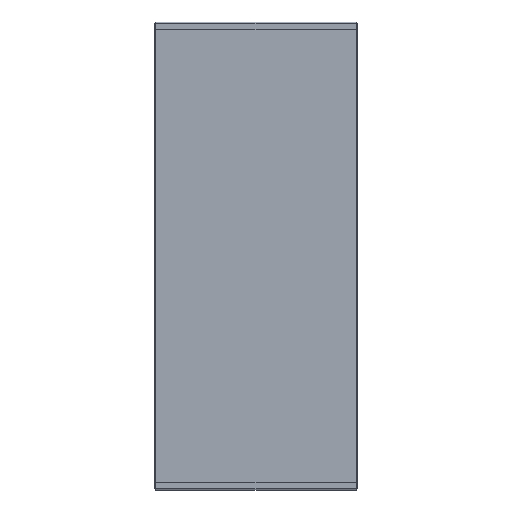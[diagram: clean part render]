
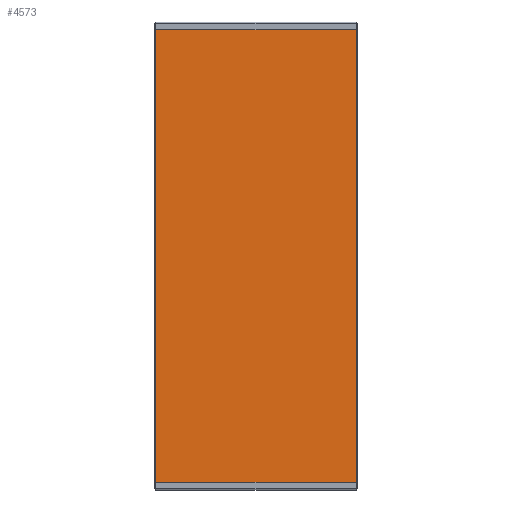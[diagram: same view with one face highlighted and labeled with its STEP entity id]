
A CAD part, front view. The second image highlights one B-rep face of the part: STEP entity #4573.
In plain terms, the highlighted planar face has unit normal (0, -1, 0).
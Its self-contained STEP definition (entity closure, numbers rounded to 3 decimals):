
#10 = EDGE_CURVE ( 'NONE', #1645, #1434, #1558, .T. ) ;
#200 = VECTOR ( 'NONE', #402, 1000. ) ;
#342 = FACE_OUTER_BOUND ( 'NONE', #3725, .T. ) ;
#402 = DIRECTION ( 'NONE',  ( 1., 0., 0. ) ) ;
#696 = CARTESIAN_POINT ( 'NONE',  ( 0., -1.5, 0. ) ) ;
#853 = LINE ( 'NONE', #4441, #4184 ) ;
#1429 = ORIENTED_EDGE ( 'NONE', *, *, #10, .F. ) ;
#1434 = VERTEX_POINT ( 'NONE', #4932 ) ;
#1558 = LINE ( 'NONE', #5057, #200 ) ;
#1645 = VERTEX_POINT ( 'NONE', #2471 ) ;
#2179 = ORIENTED_EDGE ( 'NONE', *, *, #2576, .F. ) ;
#2332 = LINE ( 'NONE', #5595, #4218 ) ;
#2387 = VERTEX_POINT ( 'NONE', #5872 ) ;
#2471 = CARTESIAN_POINT ( 'NONE',  ( -150.5, -1.5, 350. ) ) ;
#2576 = EDGE_CURVE ( 'NONE', #5691, #2387, #2332, .T. ) ;
#2972 = DIRECTION ( 'NONE',  ( 0., 0., -1. ) ) ;
#3236 = EDGE_CURVE ( 'NONE', #2387, #1645, #5879, .T. ) ;
#3368 = EDGE_CURVE ( 'NONE', #1434, #5691, #853, .T. ) ;
#3402 = CARTESIAN_POINT ( 'NONE',  ( 150.5, -1.5, -350. ) ) ;
#3455 = DIRECTION ( 'NONE',  ( 0., 0., 1. ) ) ;
#3536 = DIRECTION ( 'NONE',  ( 0., 0., -1. ) ) ;
#3725 = EDGE_LOOP ( 'NONE', ( #5652, #1429, #5460, #2179 ) ) ;
#4184 = VECTOR ( 'NONE', #3536, 1000. ) ;
#4218 = VECTOR ( 'NONE', #4253, 1000. ) ;
#4253 = DIRECTION ( 'NONE',  ( -1., 0., 0. ) ) ;
#4345 = VECTOR ( 'NONE', #3455, 1000. ) ;
#4441 = CARTESIAN_POINT ( 'NONE',  ( 150.5, -1.5, 350. ) ) ;
#4511 = AXIS2_PLACEMENT_3D ( 'NONE', #696, #5343, #2972 ) ;
#4573 = ADVANCED_FACE ( 'NONE', ( #342 ), #4901, .T. ) ;
#4901 = PLANE ( 'NONE',  #4511 ) ;
#4932 = CARTESIAN_POINT ( 'NONE',  ( 150.5, -1.5, 350. ) ) ;
#5057 = CARTESIAN_POINT ( 'NONE',  ( -150.5, -1.5, 350. ) ) ;
#5243 = CARTESIAN_POINT ( 'NONE',  ( -150.5, -1.5, 350. ) ) ;
#5343 = DIRECTION ( 'NONE',  ( 0., -1., 0. ) ) ;
#5460 = ORIENTED_EDGE ( 'NONE', *, *, #3236, .F. ) ;
#5595 = CARTESIAN_POINT ( 'NONE',  ( -150.5, -1.5, -350. ) ) ;
#5652 = ORIENTED_EDGE ( 'NONE', *, *, #3368, .F. ) ;
#5691 = VERTEX_POINT ( 'NONE', #3402 ) ;
#5872 = CARTESIAN_POINT ( 'NONE',  ( -150.5, -1.5, -350. ) ) ;
#5879 = LINE ( 'NONE', #5243, #4345 ) ;
